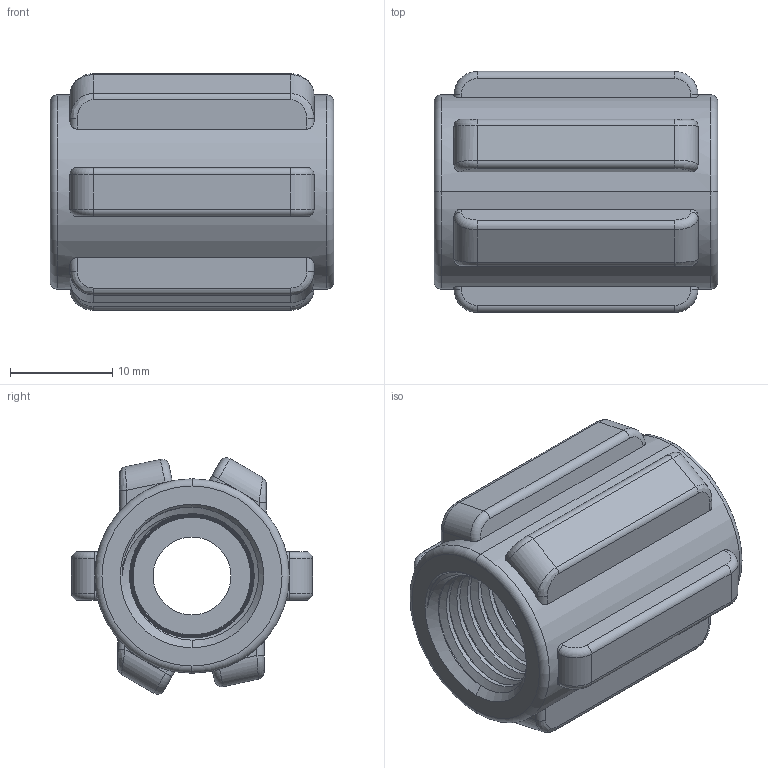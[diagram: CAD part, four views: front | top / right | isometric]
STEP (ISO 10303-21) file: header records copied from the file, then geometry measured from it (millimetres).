
FILE_DESCRIPTION (( 'STEP AP214' ), '1' );
FILE_NAME ('Threaded Pipe Connector (46885K561).step', '2023-01-06T00:25:34', ( '' ), ( '' ), 'SwSTEP 2.0', 'SolidWorks 2019', '' );
FILE_SCHEMA (( 'AUTOMOTIVE_DESIGN' ));
Length unit declared in the file: inch
Products named in the file (1): Threaded Pipe Connector (46885K561)
Bounding box: 27.78 x 23.62 x 23.16 mm (x, y, z)
Volume: 6377.2 mm3; surface area: 4329.4 mm2
Topology: 1 solids, 1 shells, 170 faces, 420 edges, 260 vertices
Faces by surface type: cylinder 52, cone 42, plane 42, torus 20, bspline 14
Entity records: 14557 total; most frequent: CARTESIAN_POINT 10736, ORIENTED_EDGE 840, DIRECTION 722, EDGE_CURVE 420, AXIS2_PLACEMENT_3D 283, VERTEX_POINT 260, EDGE_LOOP 180, ADVANCED_FACE 170
